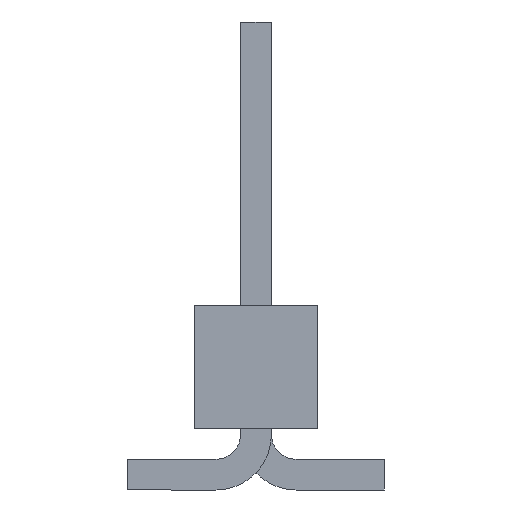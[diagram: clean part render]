
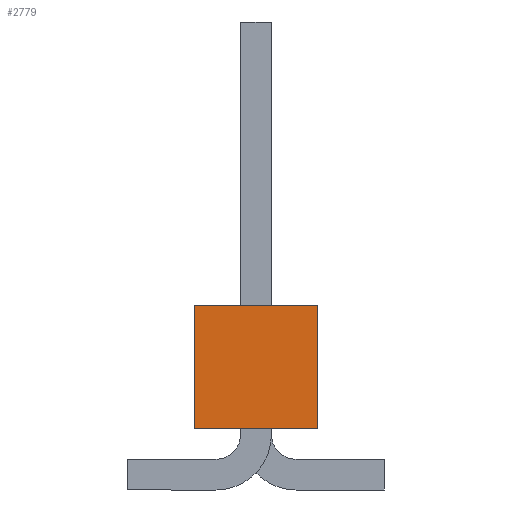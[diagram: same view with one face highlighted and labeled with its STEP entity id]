
A CAD part, left-side view. The second image highlights one B-rep face of the part: STEP entity #2779.
In plain terms, the highlighted face is planar.
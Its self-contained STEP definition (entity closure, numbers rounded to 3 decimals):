
#644 = VERTEX_POINT('',#645);
#645 = CARTESIAN_POINT('',(11.43,1.27,1.27));
#651 = EDGE_CURVE('',#644,#652,#654,.T.);
#652 = VERTEX_POINT('',#653);
#653 = CARTESIAN_POINT('',(11.43,1.27,-1.27));
#654 = LINE('',#655,#656);
#655 = CARTESIAN_POINT('',(11.43,1.27,1.27));
#656 = VECTOR('',#657,1.);
#657 = DIRECTION('',(0.,0.,-1.));
#1462 = VERTEX_POINT('',#1463);
#1463 = CARTESIAN_POINT('',(11.43,-1.27,-1.27));
#1469 = EDGE_CURVE('',#1470,#1462,#1472,.T.);
#1470 = VERTEX_POINT('',#1471);
#1471 = CARTESIAN_POINT('',(11.43,-1.27,1.27));
#1472 = LINE('',#1473,#1474);
#1473 = CARTESIAN_POINT('',(11.43,-1.27,1.27));
#1474 = VECTOR('',#1475,1.);
#1475 = DIRECTION('',(0.,0.,-1.));
#1946 = EDGE_CURVE('',#652,#1462,#1947,.T.);
#1947 = LINE('',#1948,#1949);
#1948 = CARTESIAN_POINT('',(11.43,1.27,-1.27));
#1949 = VECTOR('',#1950,1.);
#1950 = DIRECTION('',(0.,-1.,0.));
#1968 = EDGE_CURVE('',#644,#1470,#1969,.T.);
#1969 = LINE('',#1970,#1971);
#1970 = CARTESIAN_POINT('',(11.43,1.27,1.27));
#1971 = VECTOR('',#1972,1.);
#1972 = DIRECTION('',(0.,-1.,0.));
#2779 = ADVANCED_FACE('',(#2780),#2786,.F.);
#2780 = FACE_BOUND('',#2781,.T.);
#2781 = EDGE_LOOP('',(#2782,#2783,#2784,#2785));
#2782 = ORIENTED_EDGE('',*,*,#1469,.T.);
#2783 = ORIENTED_EDGE('',*,*,#1946,.F.);
#2784 = ORIENTED_EDGE('',*,*,#651,.F.);
#2785 = ORIENTED_EDGE('',*,*,#1968,.T.);
#2786 = PLANE('',#2787);
#2787 = AXIS2_PLACEMENT_3D('',#2788,#2789,#2790);
#2788 = CARTESIAN_POINT('',(11.43,1.27,1.27));
#2789 = DIRECTION('',(-1.,0.,0.));
#2790 = DIRECTION('',(0.,0.,1.));
